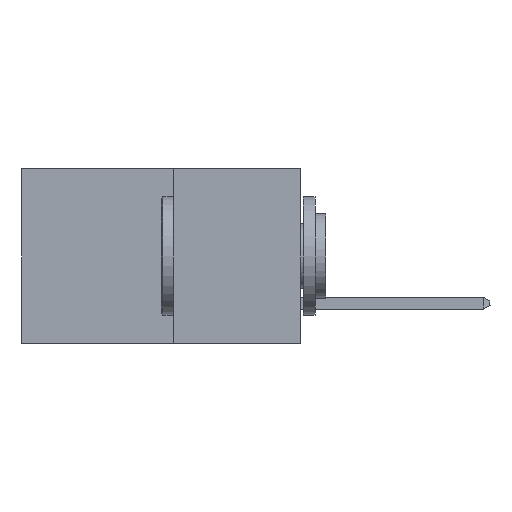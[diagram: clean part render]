
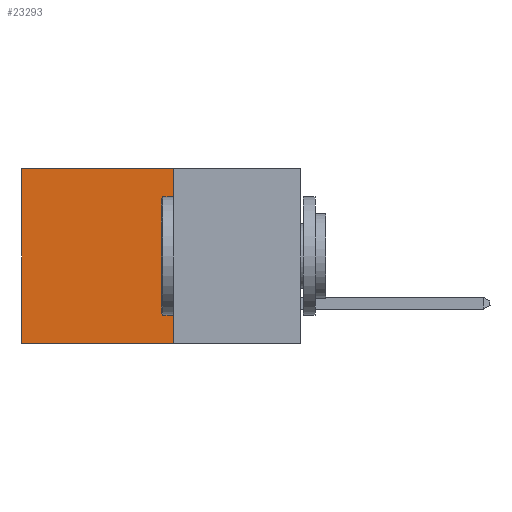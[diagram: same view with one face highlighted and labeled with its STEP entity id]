
A CAD part, left-side view. The second image highlights one B-rep face of the part: STEP entity #23293.
In plain terms, the highlighted planar face has unit normal (-1, 0, 0).
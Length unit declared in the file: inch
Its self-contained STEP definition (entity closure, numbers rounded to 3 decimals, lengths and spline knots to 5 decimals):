
#24 = ORIENTED_EDGE ( 'NONE', *, *, #431, .T. ) ;
#91 = CARTESIAN_POINT ( 'NONE',  ( 0.277, 0.59, 0. ) ) ;
#431 = EDGE_CURVE ( 'NONE', #18734, #8762, #29057, .T. ) ;
#1502 = CARTESIAN_POINT ( 'NONE',  ( 0.277, 0.27, 0. ) ) ;
#3786 = DIRECTION ( 'NONE',  ( 0., 0., -1. ) ) ;
#4314 = CARTESIAN_POINT ( 'NONE',  ( 0.277, 0.27, -0.37 ) ) ;
#4881 = VECTOR ( 'NONE', #24411, 39.37008 ) ;
#7071 = ORIENTED_EDGE ( 'NONE', *, *, #13104, .T. ) ;
#8762 = VERTEX_POINT ( 'NONE', #91 ) ;
#10135 = VERTEX_POINT ( 'NONE', #4314 ) ;
#10562 = PLANE ( 'NONE',  #29941 ) ;
#11143 = CARTESIAN_POINT ( 'NONE',  ( 0.277, 0.59, -0.37 ) ) ;
#12306 = CARTESIAN_POINT ( 'NONE',  ( 0.277, 0.27, -0.37 ) ) ;
#13002 = DIRECTION ( 'NONE',  ( 0., 0., -1. ) ) ;
#13104 = EDGE_CURVE ( 'NONE', #8762, #16355, #21875, .T. ) ;
#13183 = CARTESIAN_POINT ( 'NONE',  ( 0.277, 0.27, 0. ) ) ;
#13510 = DIRECTION ( 'NONE',  ( 0., 1., 0. ) ) ;
#15473 = LINE ( 'NONE', #21573, #27547 ) ;
#16355 = VERTEX_POINT ( 'NONE', #16793 ) ;
#16793 = CARTESIAN_POINT ( 'NONE',  ( 0.277, 0.59, -0.37 ) ) ;
#16801 = DIRECTION ( 'NONE',  ( 0., 0., -1. ) ) ;
#16982 = VECTOR ( 'NONE', #13510, 39.37008 ) ;
#17883 = LINE ( 'NONE', #12306, #4881 ) ;
#18734 = VERTEX_POINT ( 'NONE', #13183 ) ;
#19686 = EDGE_LOOP ( 'NONE', ( #7071, #31027, #23980, #24 ) ) ;
#20253 = CARTESIAN_POINT ( 'NONE',  ( 0.277, 0.27, -0.37 ) ) ;
#20875 = EDGE_CURVE ( 'NONE', #18734, #10135, #15473, .T. ) ;
#21108 = VECTOR ( 'NONE', #3786, 39.37008 ) ;
#21573 = CARTESIAN_POINT ( 'NONE',  ( 0.277, 0.27, -0.37 ) ) ;
#21875 = LINE ( 'NONE', #11143, #21108 ) ;
#23293 = ADVANCED_FACE ( 'NONE', ( #24050 ), #10562, .F. ) ;
#23980 = ORIENTED_EDGE ( 'NONE', *, *, #20875, .F. ) ;
#24050 = FACE_OUTER_BOUND ( 'NONE', #19686, .T. ) ;
#24411 = DIRECTION ( 'NONE',  ( 0., 1., 0. ) ) ;
#27519 = DIRECTION ( 'NONE',  ( 1., 0., 0. ) ) ;
#27547 = VECTOR ( 'NONE', #16801, 39.37008 ) ;
#29057 = LINE ( 'NONE', #1502, #16982 ) ;
#29840 = EDGE_CURVE ( 'NONE', #10135, #16355, #17883, .T. ) ;
#29941 = AXIS2_PLACEMENT_3D ( 'NONE', #20253, #27519, #13002 ) ;
#31027 = ORIENTED_EDGE ( 'NONE', *, *, #29840, .F. ) ;
